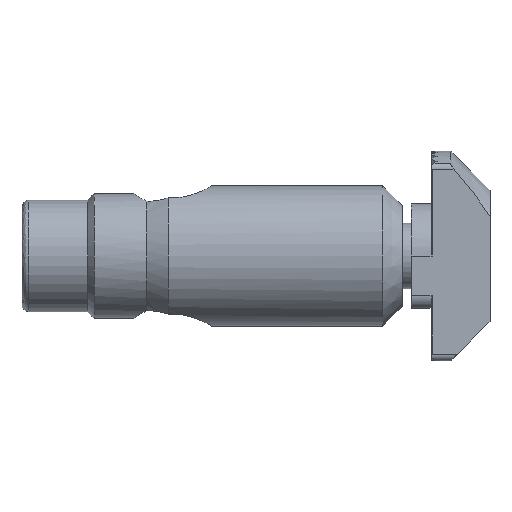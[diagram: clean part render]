
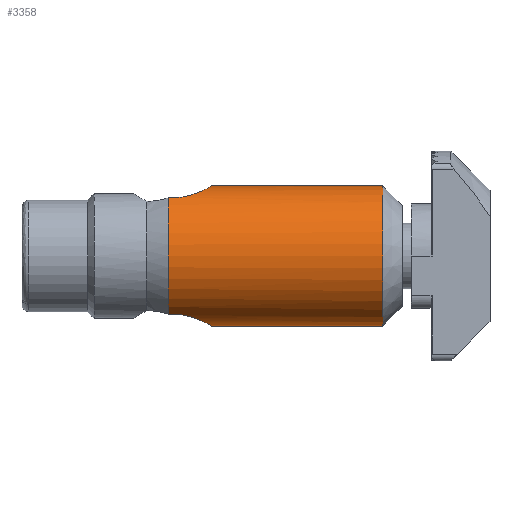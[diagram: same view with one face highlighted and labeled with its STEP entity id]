
A CAD part, front view. The second image highlights one B-rep face of the part: STEP entity #3358.
In plain terms, the highlighted cylindrical face has radius 5.35 mm (diameter 10.7 mm), a partial arc.
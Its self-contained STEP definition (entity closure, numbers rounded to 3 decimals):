
#1 = CARTESIAN_POINT ( 'NONE',  ( -17.852, 10.402, 0. ) ) ;
#47 = CARTESIAN_POINT ( 'NONE',  ( -15.111, 8.547, 5.027 ) ) ;
#105 = CARTESIAN_POINT ( 'NONE',  ( -14.888, 8.874, 5.141 ) ) ;
#111 = CARTESIAN_POINT ( 'NONE',  ( -14.599, 9.61, 5.295 ) ) ;
#130 = CARTESIAN_POINT ( 'NONE',  ( -14.52, 10., 5.338 ) ) ;
#173 = CARTESIAN_POINT ( 'NONE',  ( -14.5, 10.199, 5.35 ) ) ;
#269 = ORIENTED_EDGE ( 'NONE', *, *, #1048, .T. ) ;
#312 = CARTESIAN_POINT ( 'NONE',  ( -17.5, 7.402, -4.43 ) ) ;
#370 = CARTESIAN_POINT ( 'NONE',  ( -14.812, 9.055, -5.181 ) ) ;
#447 = AXIS2_PLACEMENT_3D ( 'NONE', #1, #7311, #7060 ) ;
#456 = CARTESIAN_POINT ( 'NONE',  ( -14.5, 10.402, 5.35 ) ) ;
#529 = DIRECTION ( 'NONE',  ( 0., 0., -1. ) ) ;
#932 = CARTESIAN_POINT ( 'NONE',  ( -14.6, 9.608, -5.295 ) ) ;
#1048 = EDGE_CURVE ( 'NONE', #5898, #1325, #6045, .T. ) ;
#1189 = VERTEX_POINT ( 'NONE', #1777 ) ;
#1325 = VERTEX_POINT ( 'NONE', #312 ) ;
#1435 = EDGE_CURVE ( 'NONE', #3479, #5898, #2815, .T. ) ;
#1508 = CARTESIAN_POINT ( 'NONE',  ( -14.5, 10.199, -5.35 ) ) ;
#1684 = VECTOR ( 'NONE', #5167, 1000. ) ;
#1716 = CARTESIAN_POINT ( 'NONE',  ( 0., 10.402, -5.35 ) ) ;
#1769 = B_SPLINE_CURVE_WITH_KNOTS ( 'NONE', 3,
 ( #2564, #4920, #5491, #2038, #6039, #2610, #6589, #3176, #7127, #3773, #370, #4367, #932, #4946, #1508, #5513 ),
 .UNSPECIFIED., .F., .F.,
 ( 4, 2, 2, 2, 2, 2, 2, 4 ),
 ( 0., 0.001, 0.001, 0.002, 0.003, 0.004, 0.004, 0.005 ),
 .UNSPECIFIED. ) ;
#1777 = CARTESIAN_POINT ( 'NONE',  ( -14.5, 10.402, 5.35 ) ) ;
#1789 = EDGE_CURVE ( 'NONE', #6910, #3479, #5196, .T. ) ;
#2038 = CARTESIAN_POINT ( 'NONE',  ( -16.71, 7.501, -4.496 ) ) ;
#2340 = CARTESIAN_POINT ( 'NONE',  ( -17.5, 7.402, 4.43 ) ) ;
#2506 = CARTESIAN_POINT ( 'NONE',  ( -14.659, 9.417, 5.262 ) ) ;
#2512 = CARTESIAN_POINT ( 'NONE',  ( -1.5, 10.402, -5.35 ) ) ;
#2544 = VERTEX_POINT ( 'NONE', #7188 ) ;
#2553 = DIRECTION ( 'NONE',  ( 0., 0., -1. ) ) ;
#2560 = CARTESIAN_POINT ( 'NONE',  ( 0., 10.402, 0. ) ) ;
#2564 = CARTESIAN_POINT ( 'NONE',  ( -17.5, 7.402, -4.43 ) ) ;
#2610 = CARTESIAN_POINT ( 'NONE',  ( -15.977, 7.787, -4.671 ) ) ;
#2664 = CIRCLE ( 'NONE', #4577, 5.35 ) ;
#2815 = CIRCLE ( 'NONE', #447, 5.35 ) ;
#2836 = ORIENTED_EDGE ( 'NONE', *, *, #7228, .T. ) ;
#2900 = DIRECTION ( 'NONE',  ( 1., 0., 0. ) ) ;
#2936 = EDGE_CURVE ( 'NONE', #1189, #6910, #3823, .T. ) ;
#3099 = ORIENTED_EDGE ( 'NONE', *, *, #6861, .T. ) ;
#3176 = CARTESIAN_POINT ( 'NONE',  ( -15.246, 8.413, -4.969 ) ) ;
#3203 = ORIENTED_EDGE ( 'NONE', *, *, #5780, .T. ) ;
#3358 = ADVANCED_FACE ( 'NONE', ( #5940 ), #5433, .T. ) ;
#3428 = CARTESIAN_POINT ( 'NONE',  ( -17.852, 7.422, -4.444 ) ) ;
#3479 = VERTEX_POINT ( 'NONE', #6044 ) ;
#3621 = CARTESIAN_POINT ( 'NONE',  ( -17.618, 7.402, -4.43 ) ) ;
#3650 = VERTEX_POINT ( 'NONE', #6295 ) ;
#3667 = CARTESIAN_POINT ( 'NONE',  ( -17.5, 7.402, -4.43 ) ) ;
#3719 = CARTESIAN_POINT ( 'NONE',  ( -17.735, 7.409, -4.434 ) ) ;
#3773 = CARTESIAN_POINT ( 'NONE',  ( -14.905, 8.885, -5.133 ) ) ;
#3823 = B_SPLINE_CURVE_WITH_KNOTS ( 'NONE', 3,
 ( #456, #173, #130, #111, #2506, #105, #47, #5579, #7109, #7023, #7083, #7051, #6953, #6932, #6896, #6774 ),
 .UNSPECIFIED., .F., .F.,
 ( 4, 2, 2, 2, 2, 2, 2, 4 ),
 ( 0., 0.001, 0.001, 0.002, 0.003, 0.004, 0.004, 0.005 ),
 .UNSPECIFIED. ) ;
#3860 = LINE ( 'NONE', #1716, #6832 ) ;
#3925 = EDGE_LOOP ( 'NONE', ( #5373, #5795, #6570, #7314, #269, #2836, #3099, #3203 ) ) ;
#3941 = DIRECTION ( 'NONE',  ( -1., 0., 0. ) ) ;
#3990 = VERTEX_POINT ( 'NONE', #2512 ) ;
#4367 = CARTESIAN_POINT ( 'NONE',  ( -14.66, 9.415, -5.262 ) ) ;
#4503 = EDGE_CURVE ( 'NONE', #1189, #3650, #6246, .T. ) ;
#4577 = AXIS2_PLACEMENT_3D ( 'NONE', #7282, #3941, #529 ) ;
#4754 = CARTESIAN_POINT ( 'NONE',  ( -17.852, 7.422, 4.444 ) ) ;
#4762 = CARTESIAN_POINT ( 'NONE',  ( -17.5, 7.402, 4.43 ) ) ;
#4794 = CARTESIAN_POINT ( 'NONE',  ( -17.618, 7.402, 4.43 ) ) ;
#4838 = CARTESIAN_POINT ( 'NONE',  ( -17.735, 7.409, 4.434 ) ) ;
#4920 = CARTESIAN_POINT ( 'NONE',  ( -17.297, 7.402, -4.43 ) ) ;
#4946 = CARTESIAN_POINT ( 'NONE',  ( -14.52, 9.999, -5.338 ) ) ;
#5167 = DIRECTION ( 'NONE',  ( 1., 0., 0. ) ) ;
#5196 = B_SPLINE_CURVE_WITH_KNOTS ( 'NONE', 3,
 ( #4762, #4794, #4838, #4754 ),
 .UNSPECIFIED., .F., .F.,
 ( 4, 4 ),
 ( 0.005, 0.005 ),
 .UNSPECIFIED. ) ;
#5220 = CARTESIAN_POINT ( 'NONE',  ( 0., 10.402, 5.35 ) ) ;
#5373 = ORIENTED_EDGE ( 'NONE', *, *, #4503, .F. ) ;
#5433 = CYLINDRICAL_SURFACE ( 'NONE', #6657, 5.35 ) ;
#5491 = CARTESIAN_POINT ( 'NONE',  ( -17.098, 7.422, -4.444 ) ) ;
#5513 = CARTESIAN_POINT ( 'NONE',  ( -14.5, 10.402, -5.35 ) ) ;
#5579 = CARTESIAN_POINT ( 'NONE',  ( -15.518, 8.142, 4.852 ) ) ;
#5733 = DIRECTION ( 'NONE',  ( 1., 0., 0. ) ) ;
#5780 = EDGE_CURVE ( 'NONE', #3990, #3650, #2664, .T. ) ;
#5795 = ORIENTED_EDGE ( 'NONE', *, *, #2936, .T. ) ;
#5898 = VERTEX_POINT ( 'NONE', #6307 ) ;
#5940 = FACE_OUTER_BOUND ( 'NONE', #3925, .T. ) ;
#6039 = CARTESIAN_POINT ( 'NONE',  ( -16.518, 7.56, -4.534 ) ) ;
#6044 = CARTESIAN_POINT ( 'NONE',  ( -17.852, 7.422, 4.444 ) ) ;
#6045 = B_SPLINE_CURVE_WITH_KNOTS ( 'NONE', 3,
 ( #3428, #3719, #3621, #3667 ),
 .UNSPECIFIED., .F., .F.,
 ( 4, 4 ),
 ( 0., 0. ),
 .UNSPECIFIED. ) ;
#6246 = LINE ( 'NONE', #5220, #1684 ) ;
#6295 = CARTESIAN_POINT ( 'NONE',  ( -1.5, 10.402, 5.35 ) ) ;
#6307 = CARTESIAN_POINT ( 'NONE',  ( -17.852, 7.422, -4.444 ) ) ;
#6570 = ORIENTED_EDGE ( 'NONE', *, *, #1789, .T. ) ;
#6589 = CARTESIAN_POINT ( 'NONE',  ( -15.652, 8.007, -4.793 ) ) ;
#6657 = AXIS2_PLACEMENT_3D ( 'NONE', #2560, #2900, #2553 ) ;
#6774 = CARTESIAN_POINT ( 'NONE',  ( -17.5, 7.402, 4.43 ) ) ;
#6832 = VECTOR ( 'NONE', #5733, 1000. ) ;
#6861 = EDGE_CURVE ( 'NONE', #2544, #3990, #3860, .T. ) ;
#6896 = CARTESIAN_POINT ( 'NONE',  ( -17.297, 7.402, 4.43 ) ) ;
#6910 = VERTEX_POINT ( 'NONE', #2340 ) ;
#6932 = CARTESIAN_POINT ( 'NONE',  ( -17.098, 7.422, 4.444 ) ) ;
#6953 = CARTESIAN_POINT ( 'NONE',  ( -16.708, 7.501, 4.496 ) ) ;
#7023 = CARTESIAN_POINT ( 'NONE',  ( -15.988, 7.803, 4.678 ) ) ;
#7051 = CARTESIAN_POINT ( 'NONE',  ( -16.516, 7.561, 4.534 ) ) ;
#7060 = DIRECTION ( 'NONE',  ( 0., 0., -1. ) ) ;
#7083 = CARTESIAN_POINT ( 'NONE',  ( -16.157, 7.712, 4.626 ) ) ;
#7109 = CARTESIAN_POINT ( 'NONE',  ( -15.668, 8.018, 4.791 ) ) ;
#7127 = CARTESIAN_POINT ( 'NONE',  ( -15.121, 8.563, -5.027 ) ) ;
#7188 = CARTESIAN_POINT ( 'NONE',  ( -14.5, 10.402, -5.35 ) ) ;
#7228 = EDGE_CURVE ( 'NONE', #1325, #2544, #1769, .T. ) ;
#7282 = CARTESIAN_POINT ( 'NONE',  ( -1.5, 10.402, 0. ) ) ;
#7311 = DIRECTION ( 'NONE',  ( 1., 0., 0. ) ) ;
#7314 = ORIENTED_EDGE ( 'NONE', *, *, #1435, .T. ) ;
